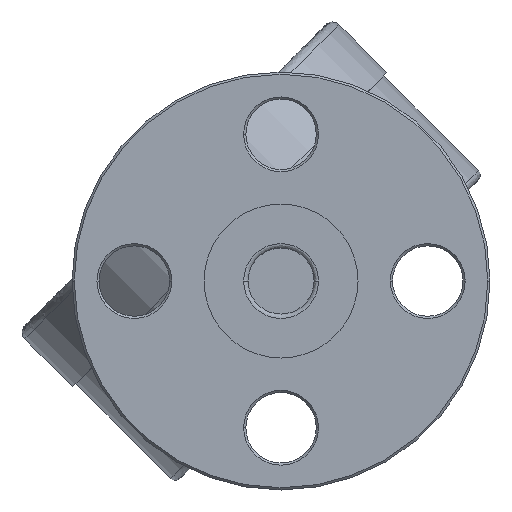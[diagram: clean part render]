
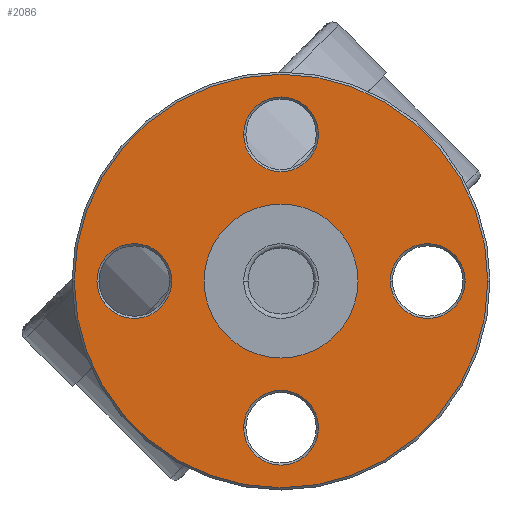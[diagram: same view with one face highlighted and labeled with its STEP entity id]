
A CAD part, front view. The second image highlights one B-rep face of the part: STEP entity #2086.
In plain terms, the highlighted free-form (B-spline) face has degree [1, 1] with [2, 2] control points.
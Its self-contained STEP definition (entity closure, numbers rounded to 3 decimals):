
#36=CARTESIAN_POINT('',(0.,-7.5,0.));
#37=DIRECTION('',(0.,1.,0.));
#38=DIRECTION('',(1.,0.,0.));
#39=AXIS2_PLACEMENT_3D('',#36,#37,#38);
#41=CARTESIAN_POINT('',(0.,-7.5,0.));
#42=DIRECTION('',(0.,-1.,0.));
#43=DIRECTION('',(1.,0.,0.));
#44=AXIS2_PLACEMENT_3D('',#41,#42,#43);
#51=CARTESIAN_POINT('',(0.,-7.5,0.));
#52=DIRECTION('',(0.,-1.,0.));
#53=DIRECTION('',(1.,0.,0.));
#54=AXIS2_PLACEMENT_3D('',#51,#52,#53);
#134=CARTESIAN_POINT('',(0.,-7.5,-33.35));
#135=DIRECTION('',(0.,-1.,0.));
#136=DIRECTION('',(-1.,0.,0.));
#137=AXIS2_PLACEMENT_3D('',#134,#135,#136);
#144=CARTESIAN_POINT('',(0.,-7.5,-33.35));
#145=DIRECTION('',(0.,-1.,0.));
#146=DIRECTION('',(1.,0.,0.));
#147=AXIS2_PLACEMENT_3D('',#144,#145,#146);
#198=CARTESIAN_POINT('',(-33.35,-7.5,0.));
#199=DIRECTION('',(0.,-1.,0.));
#200=DIRECTION('',(-1.,0.,0.));
#201=AXIS2_PLACEMENT_3D('',#198,#199,#200);
#208=CARTESIAN_POINT('',(-33.35,-7.5,0.));
#209=DIRECTION('',(0.,-1.,0.));
#210=DIRECTION('',(1.,0.,0.));
#211=AXIS2_PLACEMENT_3D('',#208,#209,#210);
#262=CARTESIAN_POINT('',(0.,-7.5,33.35));
#263=DIRECTION('',(0.,-1.,0.));
#264=DIRECTION('',(-1.,0.,0.));
#265=AXIS2_PLACEMENT_3D('',#262,#263,#264);
#272=CARTESIAN_POINT('',(0.,-7.5,33.35));
#273=DIRECTION('',(0.,-1.,0.));
#274=DIRECTION('',(1.,0.,0.));
#275=AXIS2_PLACEMENT_3D('',#272,#273,#274);
#326=CARTESIAN_POINT('',(33.35,-7.5,0.));
#327=DIRECTION('',(0.,-1.,0.));
#328=DIRECTION('',(-1.,0.,0.));
#329=AXIS2_PLACEMENT_3D('',#326,#327,#328);
#336=CARTESIAN_POINT('',(33.35,-7.5,0.));
#337=DIRECTION('',(0.,-1.,0.));
#338=DIRECTION('',(1.,0.,0.));
#339=AXIS2_PLACEMENT_3D('',#336,#337,#338);
#1571=CARTESIAN_POINT('',(0.,-7.5,0.));
#1572=DIRECTION('',(0.,1.,0.));
#1573=DIRECTION('',(1.,0.,0.));
#1574=AXIS2_PLACEMENT_3D('',#1571,#1572,#1573);
#1690=CARTESIAN_POINT('',(47.,-7.5,0.));
#1691=CARTESIAN_POINT('',(-47.,-7.5,0.));
#1692=VERTEX_POINT('',#1690);
#1693=VERTEX_POINT('',#1691);
#1694=CARTESIAN_POINT('',(24.85,-7.5,0.));
#1695=CARTESIAN_POINT('',(41.85,-7.5,0.));
#1696=VERTEX_POINT('',#1694);
#1697=VERTEX_POINT('',#1695);
#1702=CARTESIAN_POINT('',(-8.5,-7.5,33.35));
#1703=CARTESIAN_POINT('',(8.5,-7.5,33.35));
#1704=VERTEX_POINT('',#1702);
#1705=VERTEX_POINT('',#1703);
#1710=CARTESIAN_POINT('',(-41.85,-7.5,0.));
#1711=CARTESIAN_POINT('',(-24.85,-7.5,0.));
#1712=VERTEX_POINT('',#1710);
#1713=VERTEX_POINT('',#1711);
#1718=CARTESIAN_POINT('',(-8.5,-7.5,-33.35));
#1719=CARTESIAN_POINT('',(8.5,-7.5,-33.35));
#1720=VERTEX_POINT('',#1718);
#1721=VERTEX_POINT('',#1719);
#1727=CARTESIAN_POINT('',(17.5,-7.5,0.));
#1729=VERTEX_POINT('',#1727);
#1731=CARTESIAN_POINT('',(-17.5,-7.5,0.));
#1733=VERTEX_POINT('',#1731);
#2045=CARTESIAN_POINT('',(48.88,-7.5,48.88));
#2046=CARTESIAN_POINT('',(48.88,-7.5,-48.88));
#2047=CARTESIAN_POINT('',(-48.88,-7.5,48.88));
#2048=CARTESIAN_POINT('',(-48.88,-7.5,-48.88));
#2049=B_SPLINE_SURFACE_WITH_KNOTS('',1,1,((#2045,#2046),(#2047,#2048)),
.UNSPECIFIED.,.F.,.F.,.F.,(2,2),(2,2),(-48.88,48.88),(-48.88,48.88),
.UNSPECIFIED.);
#2051=ORIENTED_EDGE('',*,*,#2050,.F.);
#2053=ORIENTED_EDGE('',*,*,#2052,.T.);
#2054=EDGE_LOOP('',(#2051,#2053));
#2055=FACE_OUTER_BOUND('',#2054,.F.);
#2057=ORIENTED_EDGE('',*,*,#2056,.F.);
#2059=ORIENTED_EDGE('',*,*,#2058,.T.);
#2060=EDGE_LOOP('',(#2057,#2059));
#2061=FACE_BOUND('',#2060,.F.);
#2063=ORIENTED_EDGE('',*,*,#2062,.T.);
#2065=ORIENTED_EDGE('',*,*,#2064,.T.);
#2066=EDGE_LOOP('',(#2063,#2065));
#2067=FACE_BOUND('',#2066,.F.);
#2069=ORIENTED_EDGE('',*,*,#2068,.T.);
#2071=ORIENTED_EDGE('',*,*,#2070,.T.);
#2072=EDGE_LOOP('',(#2069,#2071));
#2073=FACE_BOUND('',#2072,.F.);
#2075=ORIENTED_EDGE('',*,*,#2074,.T.);
#2077=ORIENTED_EDGE('',*,*,#2076,.T.);
#2078=EDGE_LOOP('',(#2075,#2077));
#2079=FACE_BOUND('',#2078,.F.);
#2081=ORIENTED_EDGE('',*,*,#2080,.T.);
#2083=ORIENTED_EDGE('',*,*,#2082,.T.);
#2084=EDGE_LOOP('',(#2081,#2083));
#2085=FACE_BOUND('',#2084,.F.);
#40=CIRCLE('',#39,17.5);
#45=CIRCLE('',#44,17.5);
#55=CIRCLE('',#54,47.);
#138=CIRCLE('',#137,8.5);
#148=CIRCLE('',#147,8.5);
#202=CIRCLE('',#201,8.5);
#212=CIRCLE('',#211,8.5);
#266=CIRCLE('',#265,8.5);
#276=CIRCLE('',#275,8.5);
#330=CIRCLE('',#329,8.5);
#340=CIRCLE('',#339,8.5);
#1575=CIRCLE('',#1574,47.);
#2050=EDGE_CURVE('',#1692,#1693,#55,.T.);
#2052=EDGE_CURVE('',#1692,#1693,#1575,.T.);
#2056=EDGE_CURVE('',#1729,#1733,#40,.T.);
#2058=EDGE_CURVE('',#1729,#1733,#45,.T.);
#2062=EDGE_CURVE('',#1721,#1720,#148,.T.);
#2064=EDGE_CURVE('',#1720,#1721,#138,.T.);
#2068=EDGE_CURVE('',#1713,#1712,#212,.T.);
#2070=EDGE_CURVE('',#1712,#1713,#202,.T.);
#2074=EDGE_CURVE('',#1705,#1704,#276,.T.);
#2076=EDGE_CURVE('',#1704,#1705,#266,.T.);
#2080=EDGE_CURVE('',#1697,#1696,#340,.T.);
#2082=EDGE_CURVE('',#1696,#1697,#330,.T.);
#2086=ADVANCED_FACE('',(#2055,#2061,#2067,#2073,#2079,#2085),#2049,.T.);
